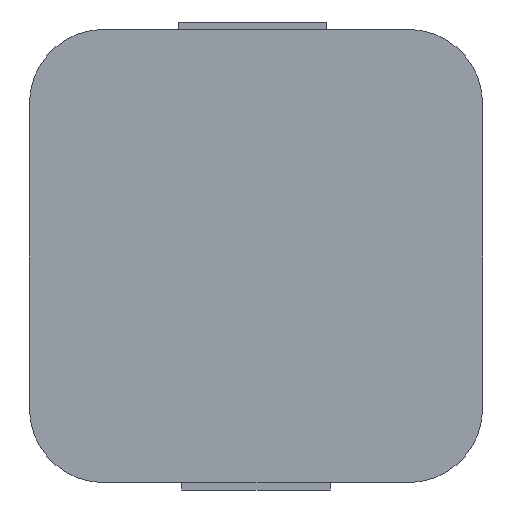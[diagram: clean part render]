
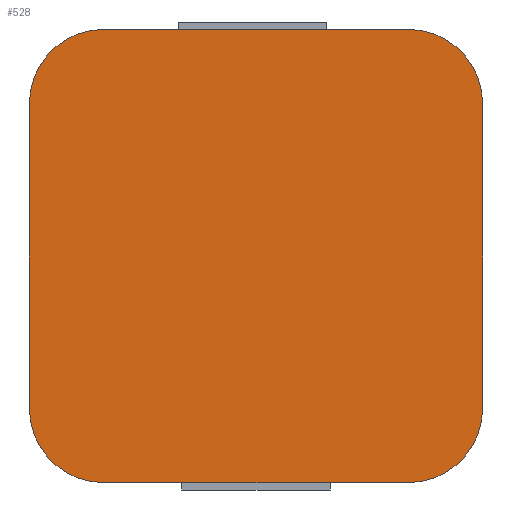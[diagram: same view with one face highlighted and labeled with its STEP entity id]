
A CAD part, front view. The second image highlights one B-rep face of the part: STEP entity #528.
In plain terms, the highlighted planar face has unit normal (0, -1, 0).
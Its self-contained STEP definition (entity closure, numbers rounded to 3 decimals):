
#6 = EDGE_CURVE ( 'NONE', #749, #290, #775, .T. ) ;
#13 = VERTEX_POINT ( 'NONE', #388 ) ;
#24 = CARTESIAN_POINT ( 'NONE',  ( 2., 0., -12.2 ) ) ;
#34 = FACE_OUTER_BOUND ( 'NONE', #381, .T. ) ;
#54 = CARTESIAN_POINT ( 'NONE',  ( 10.2, 0., 0. ) ) ;
#58 = EDGE_CURVE ( 'NONE', #13, #363, #404, .T. ) ;
#68 = AXIS2_PLACEMENT_3D ( 'NONE', #638, #957, #174 ) ;
#72 = CIRCLE ( 'NONE', #714, 2. ) ;
#86 = CARTESIAN_POINT ( 'NONE',  ( 0., 0., 0. ) ) ;
#120 = CARTESIAN_POINT ( 'NONE',  ( 12.2, 0., -10.2 ) ) ;
#156 = DIRECTION ( 'NONE',  ( 0., 0., -1. ) ) ;
#157 = ORIENTED_EDGE ( 'NONE', *, *, #6, .T. ) ;
#174 = DIRECTION ( 'NONE',  ( 0., 0., -1. ) ) ;
#185 = PLANE ( 'NONE',  #68 ) ;
#186 = CARTESIAN_POINT ( 'NONE',  ( 10.2, 0., -2. ) ) ;
#195 = DIRECTION ( 'NONE',  ( 0., 0., -1. ) ) ;
#200 = CARTESIAN_POINT ( 'NONE',  ( 0., 0., 0. ) ) ;
#232 = DIRECTION ( 'NONE',  ( 0., -1., 0. ) ) ;
#237 = DIRECTION ( 'NONE',  ( 0., -1., 0. ) ) ;
#242 = EDGE_CURVE ( 'NONE', #641, #363, #841, .T. ) ;
#262 = ORIENTED_EDGE ( 'NONE', *, *, #242, .F. ) ;
#290 = VERTEX_POINT ( 'NONE', #819 ) ;
#310 = ORIENTED_EDGE ( 'NONE', *, *, #826, .F. ) ;
#363 = VERTEX_POINT ( 'NONE', #120 ) ;
#381 = EDGE_LOOP ( 'NONE', ( #943, #694, #262, #403, #310, #157, #593, #994 ) ) ;
#387 = CARTESIAN_POINT ( 'NONE',  ( 10.2, 0., -10.2 ) ) ;
#388 = CARTESIAN_POINT ( 'NONE',  ( 10.2, 0., -12.2 ) ) ;
#403 = ORIENTED_EDGE ( 'NONE', *, *, #689, .T. ) ;
#404 = CIRCLE ( 'NONE', #956, 2. ) ;
#410 = EDGE_CURVE ( 'NONE', #752, #290, #852, .T. ) ;
#426 = DIRECTION ( 'NONE',  ( 0., 0., -1. ) ) ;
#504 = VECTOR ( 'NONE', #909, 1000. ) ;
#513 = DIRECTION ( 'NONE',  ( 0., 0., 1. ) ) ;
#528 = ADVANCED_FACE ( 'NONE', ( #34 ), #185, .T. ) ;
#573 = DIRECTION ( 'NONE',  ( 0., -1., 0. ) ) ;
#585 = DIRECTION ( 'NONE',  ( 1., 0., 0. ) ) ;
#588 = EDGE_CURVE ( 'NONE', #13, #933, #967, .T. ) ;
#593 = ORIENTED_EDGE ( 'NONE', *, *, #410, .F. ) ;
#602 = LINE ( 'NONE', #86, #936 ) ;
#638 = CARTESIAN_POINT ( 'NONE',  ( 0., 0., 0. ) ) ;
#641 = VERTEX_POINT ( 'NONE', #972 ) ;
#663 = VECTOR ( 'NONE', #513, 1000. ) ;
#687 = AXIS2_PLACEMENT_3D ( 'NONE', #186, #573, #195 ) ;
#689 = EDGE_CURVE ( 'NONE', #641, #716, #951, .T. ) ;
#690 = CARTESIAN_POINT ( 'NONE',  ( 2., 0., -2. ) ) ;
#694 = ORIENTED_EDGE ( 'NONE', *, *, #58, .T. ) ;
#698 = CARTESIAN_POINT ( 'NONE',  ( 2., 0., -10.2 ) ) ;
#714 = AXIS2_PLACEMENT_3D ( 'NONE', #698, #232, #870 ) ;
#716 = VERTEX_POINT ( 'NONE', #54 ) ;
#735 = CARTESIAN_POINT ( 'NONE',  ( 2., 0., 0. ) ) ;
#749 = VERTEX_POINT ( 'NONE', #735 ) ;
#752 = VERTEX_POINT ( 'NONE', #974 ) ;
#771 = AXIS2_PLACEMENT_3D ( 'NONE', #690, #237, #773 ) ;
#773 = DIRECTION ( 'NONE',  ( 0., 0., -1. ) ) ;
#775 = CIRCLE ( 'NONE', #771, 2. ) ;
#819 = CARTESIAN_POINT ( 'NONE',  ( 0., 0., -2. ) ) ;
#826 = EDGE_CURVE ( 'NONE', #749, #716, #602, .T. ) ;
#841 = LINE ( 'NONE', #906, #863 ) ;
#852 = LINE ( 'NONE', #200, #663 ) ;
#863 = VECTOR ( 'NONE', #426, 1000. ) ;
#870 = DIRECTION ( 'NONE',  ( 0., 0., -1. ) ) ;
#875 = EDGE_CURVE ( 'NONE', #752, #933, #72, .T. ) ;
#906 = CARTESIAN_POINT ( 'NONE',  ( 12.2, 0., 0. ) ) ;
#909 = DIRECTION ( 'NONE',  ( -1., 0., 0. ) ) ;
#933 = VERTEX_POINT ( 'NONE', #24 ) ;
#936 = VECTOR ( 'NONE', #585, 1000. ) ;
#938 = DIRECTION ( 'NONE',  ( 0., -1., 0. ) ) ;
#943 = ORIENTED_EDGE ( 'NONE', *, *, #588, .F. ) ;
#951 = CIRCLE ( 'NONE', #687, 2. ) ;
#956 = AXIS2_PLACEMENT_3D ( 'NONE', #387, #938, #156 ) ;
#957 = DIRECTION ( 'NONE',  ( 0., -1., 0. ) ) ;
#966 = CARTESIAN_POINT ( 'NONE',  ( 0., 0., -12.2 ) ) ;
#967 = LINE ( 'NONE', #966, #504 ) ;
#972 = CARTESIAN_POINT ( 'NONE',  ( 12.2, 0., -2. ) ) ;
#974 = CARTESIAN_POINT ( 'NONE',  ( 0., 0., -10.2 ) ) ;
#994 = ORIENTED_EDGE ( 'NONE', *, *, #875, .T. ) ;
